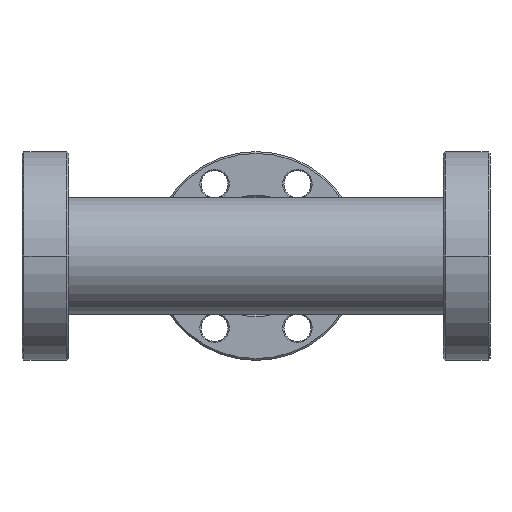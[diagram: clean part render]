
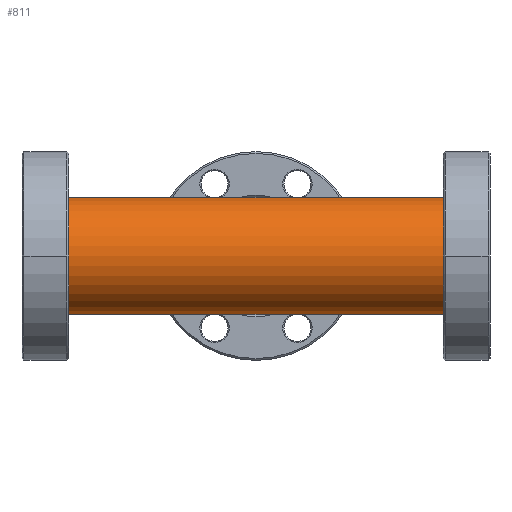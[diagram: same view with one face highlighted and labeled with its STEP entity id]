
A CAD part, front view. The second image highlights one B-rep face of the part: STEP entity #811.
In plain terms, the highlighted cylindrical face has radius 9.525 mm (diameter 19.05 mm), a partial arc.
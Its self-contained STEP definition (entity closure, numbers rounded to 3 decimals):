
#36 = CARTESIAN_POINT ( 'NONE',  ( 33.4, 0., 0. ) ) ;
#94 = DIRECTION ( 'NONE',  ( -1., 0., 0. ) ) ;
#130 = CIRCLE ( 'NONE', #632, 9.525 ) ;
#138 = LINE ( 'NONE', #1062, #1965 ) ;
#180 = LINE ( 'NONE', #899, #2129 ) ;
#228 = AXIS2_PLACEMENT_3D ( 'NONE', #36, #247, #612 ) ;
#247 = DIRECTION ( 'NONE',  ( 1., 0., 0. ) ) ;
#359 = EDGE_CURVE ( 'NONE', #1660, #2071, #566, .T. ) ;
#413 = VERTEX_POINT ( 'NONE', #1240 ) ;
#421 = CARTESIAN_POINT ( 'NONE',  ( 33.4, 0., -9.525 ) ) ;
#459 = CARTESIAN_POINT ( 'NONE',  ( 33.4, 0., 0. ) ) ;
#566 = LINE ( 'NONE', #2288, #1902 ) ;
#612 = DIRECTION ( 'NONE',  ( 0., 0., -1. ) ) ;
#632 = AXIS2_PLACEMENT_3D ( 'NONE', #979, #2068, #785 ) ;
#651 = CARTESIAN_POINT ( 'NONE',  ( 0., 0., 9.525 ) ) ;
#724 = ORIENTED_EDGE ( 'NONE', *, *, #767, .T. ) ;
#767 = EDGE_CURVE ( 'NONE', #2071, #413, #130, .T. ) ;
#785 = DIRECTION ( 'NONE',  ( 0., 0., -1. ) ) ;
#811 = ADVANCED_FACE ( 'NONE', ( #2311 ), #1901, .T. ) ;
#819 = DIRECTION ( 'NONE',  ( 0., 0., 1. ) ) ;
#891 = ORIENTED_EDGE ( 'NONE', *, *, #1376, .F. ) ;
#899 = CARTESIAN_POINT ( 'NONE',  ( 33.4, 0., 9.525 ) ) ;
#935 = ORIENTED_EDGE ( 'NONE', *, *, #1866, .F. ) ;
#979 = CARTESIAN_POINT ( 'NONE',  ( -33.4, 0., 0. ) ) ;
#1062 = CARTESIAN_POINT ( 'NONE',  ( 33.4, 0., -9.525 ) ) ;
#1124 = ORIENTED_EDGE ( 'NONE', *, *, #1993, .T. ) ;
#1177 = DIRECTION ( 'NONE',  ( -1., 0., 0. ) ) ;
#1240 = CARTESIAN_POINT ( 'NONE',  ( -33.4, 0., -9.525 ) ) ;
#1376 = EDGE_CURVE ( 'NONE', #2342, #2125, #1408, .T. ) ;
#1408 = LINE ( 'NONE', #421, #2321 ) ;
#1476 = DIRECTION ( 'NONE',  ( -1., 0., 0. ) ) ;
#1483 = DIRECTION ( 'NONE',  ( -1., 0., 0. ) ) ;
#1539 = EDGE_CURVE ( 'NONE', #2125, #413, #138, .T. ) ;
#1597 = DIRECTION ( 'NONE',  ( -1., 0., 0. ) ) ;
#1660 = VERTEX_POINT ( 'NONE', #651 ) ;
#1695 = ORIENTED_EDGE ( 'NONE', *, *, #1539, .F. ) ;
#1830 = AXIS2_PLACEMENT_3D ( 'NONE', #459, #1476, #819 ) ;
#1845 = CARTESIAN_POINT ( 'NONE',  ( 33.4, 0., 9.525 ) ) ;
#1866 = EDGE_CURVE ( 'NONE', #2380, #2342, #1880, .T. ) ;
#1880 = CIRCLE ( 'NONE', #228, 9.525 ) ;
#1885 = CARTESIAN_POINT ( 'NONE',  ( 33.4, 0., -9.525 ) ) ;
#1901 = CYLINDRICAL_SURFACE ( 'NONE', #1830, 9.525 ) ;
#1902 = VECTOR ( 'NONE', #94, 1000. ) ;
#1965 = VECTOR ( 'NONE', #1483, 1000. ) ;
#1986 = CARTESIAN_POINT ( 'NONE',  ( 0., 0., -9.525 ) ) ;
#1993 = EDGE_CURVE ( 'NONE', #2380, #1660, #180, .T. ) ;
#2068 = DIRECTION ( 'NONE',  ( 1., 0., 0. ) ) ;
#2071 = VERTEX_POINT ( 'NONE', #2362 ) ;
#2101 = EDGE_LOOP ( 'NONE', ( #891, #935, #1124, #2338, #724, #1695 ) ) ;
#2125 = VERTEX_POINT ( 'NONE', #1986 ) ;
#2129 = VECTOR ( 'NONE', #1597, 1000. ) ;
#2288 = CARTESIAN_POINT ( 'NONE',  ( 33.4, 0., 9.525 ) ) ;
#2311 = FACE_OUTER_BOUND ( 'NONE', #2101, .T. ) ;
#2321 = VECTOR ( 'NONE', #1177, 1000. ) ;
#2338 = ORIENTED_EDGE ( 'NONE', *, *, #359, .T. ) ;
#2342 = VERTEX_POINT ( 'NONE', #1885 ) ;
#2362 = CARTESIAN_POINT ( 'NONE',  ( -33.4, 0., 9.525 ) ) ;
#2380 = VERTEX_POINT ( 'NONE', #1845 ) ;
